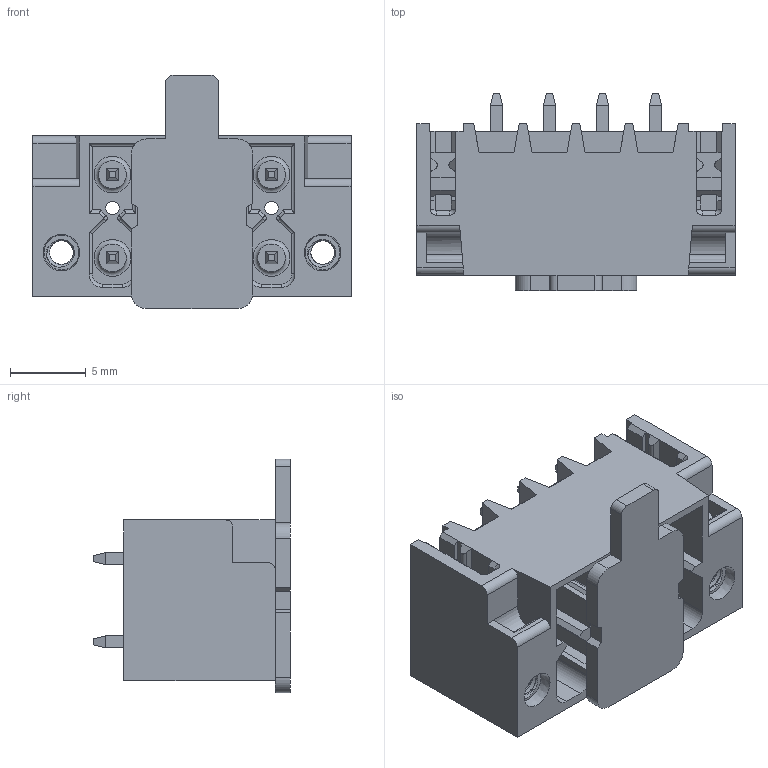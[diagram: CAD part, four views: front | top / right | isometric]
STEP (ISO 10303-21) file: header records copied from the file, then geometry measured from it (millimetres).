
FILE_DESCRIPTION(/* description */ ('Unknown'),/* implementation_level */ '2;1');
FILE_NAME(/* name */ '691778130008',/* time_stamp */ '2024-07-24T15:43:53+02:00',/* author */ ('Unknown'),/* organization */ ('Unknown'),/* preprocessor_version */ 'ST-DEVELOPER v19.4',/* originating_system */ 'Solid Edge',/* authorisation */ 'Unknown');
FILE_SCHEMA (('AUTOMOTIVE_DESIGN {1 0 10303 214 3 1 1}'));
Length unit declared in the file: millimetre
Products named in the file (5): 6917781300xx; 691778130008; 6917781300xx_Pin; 6913781300xx_Nut; 6917781000xx_Cap Even
Assembly tree (12 placements, depth 2):
  6917781300xx
    691778130008
    6917781300xx_Pin  x8
    6913781300xx_Nut  x2
    6917781000xx_Cap Even
Bounding box: 21 x 13 x 15.4 mm (x, y, z)
Volume: 1170.7 mm3; surface area: 3137.7 mm2
Topology: 12 solids, 12 shells, 635 faces, 1604 edges, 1008 vertices
Faces by surface type: plane 479, cylinder 120, torus 24, cone 8, bspline 4
Full cylindrical faces by diameter (mm): 0.9 x4, 1.83 x8, 2 x4
Entity records: 16934 total; most frequent: CARTESIAN_POINT 3879, ORIENTED_EDGE 2666, DIRECTION 2614, EDGE_CURVE 1333, LINE 1082, VECTOR 1082, VERTEX_POINT 860, AXIS2_PLACEMENT_3D 766
